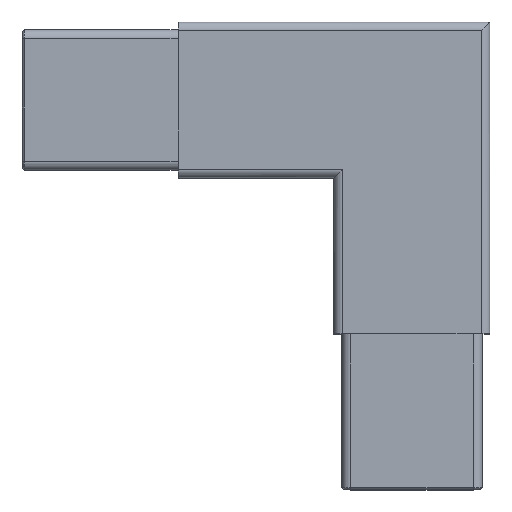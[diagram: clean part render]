
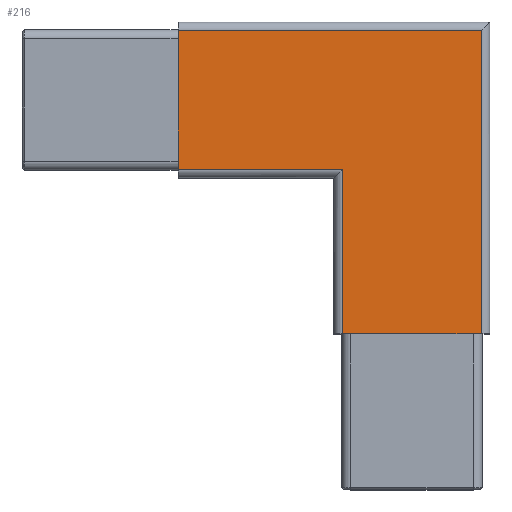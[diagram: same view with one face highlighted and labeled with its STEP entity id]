
A CAD part, top view. The second image highlights one B-rep face of the part: STEP entity #216.
In plain terms, the highlighted planar face has unit normal (0, 0, 1).
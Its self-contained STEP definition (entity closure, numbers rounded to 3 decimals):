
#216=ADVANCED_FACE('',(#391),#321,.T.);
#321=PLANE('',#2051);
#391=FACE_OUTER_BOUND('',#499,.T.);
#499=EDGE_LOOP('',(#684,#685,#686,#687,#688,#689));
#684=ORIENTED_EDGE('',*,*,#1414,.T.);
#685=ORIENTED_EDGE('',*,*,#1423,.T.);
#686=ORIENTED_EDGE('',*,*,#1416,.T.);
#687=ORIENTED_EDGE('',*,*,#1424,.T.);
#688=ORIENTED_EDGE('',*,*,#1425,.T.);
#689=ORIENTED_EDGE('',*,*,#1426,.T.);
#1228=VERTEX_POINT('',#2839);
#1229=VERTEX_POINT('',#2841);
#1230=VERTEX_POINT('',#2845);
#1231=VERTEX_POINT('',#2846);
#1234=VERTEX_POINT('',#2859);
#1235=VERTEX_POINT('',#2861);
#1414=EDGE_CURVE('',#1229,#1228,#1689,.T.);
#1416=EDGE_CURVE('',#1230,#1231,#1690,.T.);
#1423=EDGE_CURVE('',#1228,#1230,#1695,.T.);
#1424=EDGE_CURVE('',#1231,#1234,#1696,.T.);
#1425=EDGE_CURVE('',#1234,#1235,#1697,.T.);
#1426=EDGE_CURVE('',#1235,#1229,#1698,.T.);
#1689=LINE('',#2840,#1879);
#1690=LINE('',#2844,#1880);
#1695=LINE('',#2857,#1885);
#1696=LINE('',#2858,#1886);
#1697=LINE('',#2860,#1887);
#1698=LINE('',#2862,#1888);
#1879=VECTOR('',#2284,1.);
#1880=VECTOR('',#2289,1.);
#1885=VECTOR('',#2302,1.);
#1886=VECTOR('',#2303,1.);
#1887=VECTOR('',#2304,1.);
#1888=VECTOR('',#2305,1.);
#2051=AXIS2_PLACEMENT_3D('',#2863,#2306,#2307);
#2284=DIRECTION('',(-1.,0.,0.));
#2289=DIRECTION('',(1.,0.,0.));
#2302=DIRECTION('',(0.,-1.,0.));
#2303=DIRECTION('',(0.,-1.,0.));
#2304=DIRECTION('',(1.,0.,0.));
#2305=DIRECTION('',(0.,1.,0.));
#2306=DIRECTION('',(0.,0.,1.));
#2307=DIRECTION('',(0.,1.,0.));
#2839=CARTESIAN_POINT('',(-45.,13.3,30.));
#2840=CARTESIAN_POINT('',(-15.,13.3,30.));
#2841=CARTESIAN_POINT('',(13.3,13.3,30.));
#2844=CARTESIAN_POINT('',(-15.,-13.3,30.));
#2845=CARTESIAN_POINT('',(-45.,-13.3,30.));
#2846=CARTESIAN_POINT('',(-13.3,-13.3,30.));
#2857=CARTESIAN_POINT('',(-45.,-15.,30.));
#2858=CARTESIAN_POINT('',(-13.3,-15.,30.));
#2859=CARTESIAN_POINT('',(-13.3,-45.,30.));
#2860=CARTESIAN_POINT('',(-15.,-45.,30.));
#2861=CARTESIAN_POINT('',(13.3,-45.,30.));
#2862=CARTESIAN_POINT('',(13.3,-15.,30.));
#2863=CARTESIAN_POINT('',(-15.,-15.,30.));
